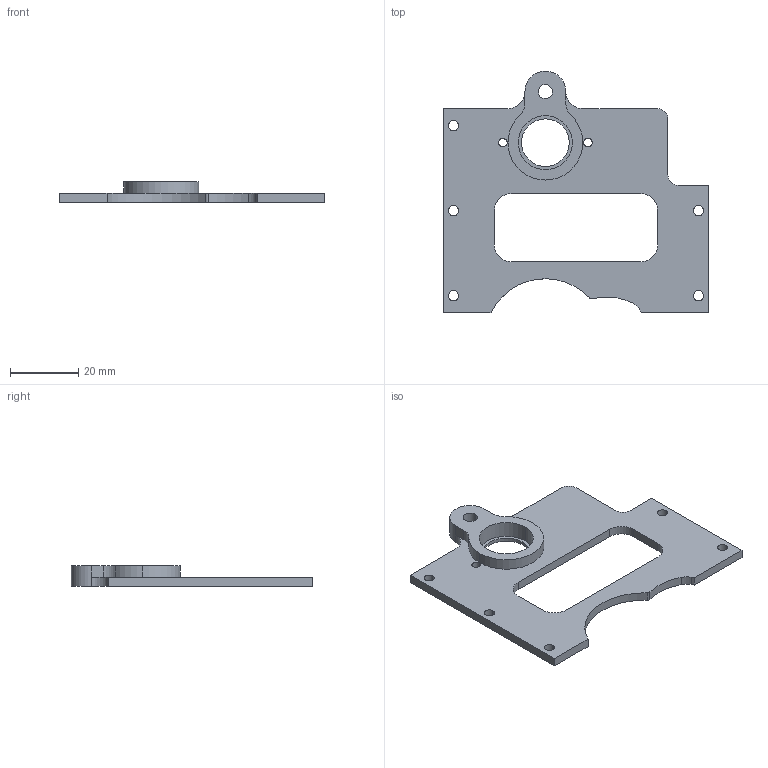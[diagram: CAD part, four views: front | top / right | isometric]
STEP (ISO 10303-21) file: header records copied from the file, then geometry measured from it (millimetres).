
FILE_DESCRIPTION (( 'STEP AP214' ), '1' );
FILE_NAME ('Shifter Side Plate 2.STEP', '2025-01-30T20:33:11', ( '' ), ( '' ), 'SwSTEP 2.0', 'SolidWorks 2022', '' );
FILE_SCHEMA (( 'AUTOMOTIVE_DESIGN' ));
Length unit declared in the file: millimetre
Products named in the file (1): Shifter Side Plate 2
Bounding box: 78 x 71 x 6 mm (x, y, z)
Volume: 9101.7 mm3; surface area: 8155 mm2
Topology: 1 solids, 1 shells, 57 faces, 160 edges, 106 vertices
Faces by surface type: cylinder 38, plane 19
Entity records: 1948 total; most frequent: DIRECTION 352, CARTESIAN_POINT 324, ORIENTED_EDGE 320, EDGE_CURVE 160, AXIS2_PLACEMENT_3D 134, VERTEX_POINT 106, VECTOR 84, LINE 84
